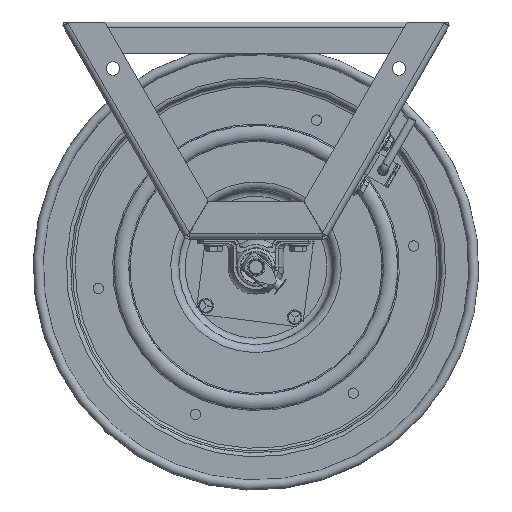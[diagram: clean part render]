
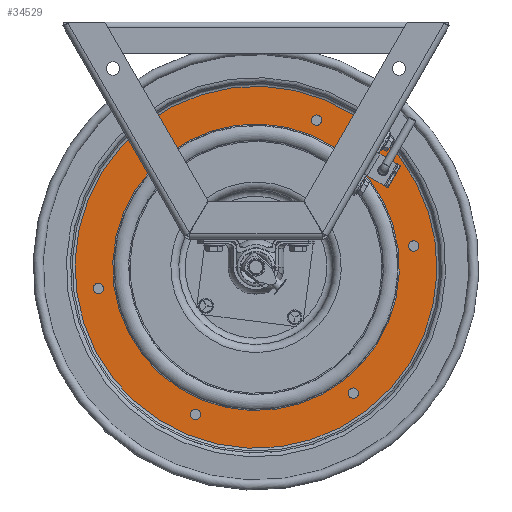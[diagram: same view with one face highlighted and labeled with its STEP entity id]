
A CAD part, front view. The second image highlights one B-rep face of the part: STEP entity #34529.
In plain terms, the highlighted planar face has unit normal (0, -1, 0).
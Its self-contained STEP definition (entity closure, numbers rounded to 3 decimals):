
#2210=FACE_BOUND('',#5817,.T.);
#2211=FACE_BOUND('',#5818,.T.);
#2212=FACE_BOUND('',#5819,.T.);
#2213=FACE_BOUND('',#5820,.T.);
#2214=FACE_BOUND('',#5821,.T.);
#2215=FACE_BOUND('',#5822,.T.);
#2216=FACE_BOUND('',#5823,.T.);
#2777=PLANE('',#36981);
#4048=FACE_OUTER_BOUND('',#5816,.T.);
#5816=EDGE_LOOP('',(#29076,#29077));
#5817=EDGE_LOOP('',(#29078,#29079));
#5818=EDGE_LOOP('',(#29080));
#5819=EDGE_LOOP('',(#29081));
#5820=EDGE_LOOP('',(#29082));
#5821=EDGE_LOOP('',(#29083));
#5822=EDGE_LOOP('',(#29084));
#5823=EDGE_LOOP('',(#29085));
#12374=CIRCLE('',#36978,5.667);
#12376=CIRCLE('',#36980,5.667);
#12377=CIRCLE('',#36982,7.159);
#12378=CIRCLE('',#36983,7.159);
#12379=CIRCLE('',#36984,0.205);
#12380=CIRCLE('',#36985,0.205);
#12381=CIRCLE('',#36986,0.205);
#12382=CIRCLE('',#36987,0.205);
#12383=CIRCLE('',#36988,0.205);
#12384=CIRCLE('',#36989,0.205);
#15981=VERTEX_POINT('',#66529);
#15982=VERTEX_POINT('',#66530);
#15983=VERTEX_POINT('',#66535);
#15984=VERTEX_POINT('',#66536);
#15985=VERTEX_POINT('',#66539);
#15986=VERTEX_POINT('',#66541);
#15987=VERTEX_POINT('',#66543);
#15988=VERTEX_POINT('',#66545);
#15989=VERTEX_POINT('',#66547);
#15990=VERTEX_POINT('',#66549);
#21082=EDGE_CURVE('',#15981,#15982,#12374,.T.);
#21084=EDGE_CURVE('',#15982,#15981,#12376,.T.);
#21085=EDGE_CURVE('',#15983,#15984,#12377,.T.);
#21086=EDGE_CURVE('',#15984,#15983,#12378,.T.);
#21087=EDGE_CURVE('',#15985,#15985,#12379,.T.);
#21088=EDGE_CURVE('',#15986,#15986,#12380,.T.);
#21089=EDGE_CURVE('',#15987,#15987,#12381,.T.);
#21090=EDGE_CURVE('',#15988,#15988,#12382,.T.);
#21091=EDGE_CURVE('',#15989,#15989,#12383,.T.);
#21092=EDGE_CURVE('',#15990,#15990,#12384,.T.);
#29076=ORIENTED_EDGE('',*,*,#21085,.T.);
#29077=ORIENTED_EDGE('',*,*,#21086,.T.);
#29078=ORIENTED_EDGE('',*,*,#21082,.F.);
#29079=ORIENTED_EDGE('',*,*,#21084,.F.);
#29080=ORIENTED_EDGE('',*,*,#21087,.T.);
#29081=ORIENTED_EDGE('',*,*,#21088,.T.);
#29082=ORIENTED_EDGE('',*,*,#21089,.T.);
#29083=ORIENTED_EDGE('',*,*,#21090,.T.);
#29084=ORIENTED_EDGE('',*,*,#21091,.T.);
#29085=ORIENTED_EDGE('',*,*,#21092,.T.);
#34529=ADVANCED_FACE('',(#4048,#2210,#2211,#2212,#2213,#2214,#2215,#2216),
#2777,.T.);
#36978=AXIS2_PLACEMENT_3D('',#66531,#43447,#43448);
#36980=AXIS2_PLACEMENT_3D('',#66533,#43451,#43452);
#36981=AXIS2_PLACEMENT_3D('',#66534,#43453,#43454);
#36982=AXIS2_PLACEMENT_3D('',#66537,#43455,#43456);
#36983=AXIS2_PLACEMENT_3D('',#66538,#43457,#43458);
#36984=AXIS2_PLACEMENT_3D('',#66540,#43459,#43460);
#36985=AXIS2_PLACEMENT_3D('',#66542,#43461,#43462);
#36986=AXIS2_PLACEMENT_3D('',#66544,#43463,#43464);
#36987=AXIS2_PLACEMENT_3D('',#66546,#43465,#43466);
#36988=AXIS2_PLACEMENT_3D('',#66548,#43467,#43468);
#36989=AXIS2_PLACEMENT_3D('',#66550,#43469,#43470);
#43447=DIRECTION('center_axis',(0.,-1.,0.));
#43448=DIRECTION('ref_axis',(0.792,0.,0.611));
#43451=DIRECTION('center_axis',(0.,-1.,0.));
#43452=DIRECTION('ref_axis',(0.792,0.,0.611));
#43453=DIRECTION('center_axis',(0.,-1.,0.));
#43454=DIRECTION('ref_axis',(0.611,0.,-0.792));
#43455=DIRECTION('center_axis',(0.,-1.,0.));
#43456=DIRECTION('ref_axis',(0.792,0.,0.611));
#43457=DIRECTION('center_axis',(0.,-1.,0.));
#43458=DIRECTION('ref_axis',(0.792,0.,0.611));
#43459=DIRECTION('center_axis',(0.,1.,0.));
#43460=DIRECTION('ref_axis',(-0.792,0.,-0.611));
#43461=DIRECTION('center_axis',(0.,1.,0.));
#43462=DIRECTION('ref_axis',(-0.925,0.,0.38));
#43463=DIRECTION('center_axis',(0.,1.,0.));
#43464=DIRECTION('ref_axis',(-0.133,0.,0.991));
#43465=DIRECTION('center_axis',(0.,1.,0.));
#43466=DIRECTION('ref_axis',(0.792,0.,0.611));
#43467=DIRECTION('center_axis',(0.,1.,0.));
#43468=DIRECTION('ref_axis',(0.925,0.,-0.38));
#43469=DIRECTION('center_axis',(0.,1.,0.));
#43470=DIRECTION('ref_axis',(0.133,0.,-0.991));
#66529=CARTESIAN_POINT('',(4.486,-4.153,3.453));
#66530=CARTESIAN_POINT('',(-3.463,-4.153,4.476));
#66531=CARTESIAN_POINT('Origin',(0.,-4.153,
-0.01));
#66533=CARTESIAN_POINT('Origin',(0.,-4.153,
-0.01));
#66534=CARTESIAN_POINT('Origin',(5.076,-4.153,3.909));
#66535=CARTESIAN_POINT('',(5.667,-4.153,4.365));
#66536=CARTESIAN_POINT('',(-4.375,-4.153,5.657));
#66537=CARTESIAN_POINT('Origin',(0.,-4.153,
-0.01));
#66538=CARTESIAN_POINT('Origin',(0.,-4.153,
-0.01));
#66539=CARTESIAN_POINT('',(-3.682,-4.153,5.094));
#66540=CARTESIAN_POINT('Origin',(-3.844,-4.153,4.969));
#66541=CARTESIAN_POINT('',(2.579,-4.153,5.73));
#66542=CARTESIAN_POINT('Origin',(2.39,-4.153,5.808));
#66543=CARTESIAN_POINT('',(6.261,-4.153,0.626));
#66544=CARTESIAN_POINT('Origin',(6.234,-4.153,0.83));
#66545=CARTESIAN_POINT('',(3.682,-4.153,-5.114));
#66546=CARTESIAN_POINT('Origin',(3.844,-4.153,-4.989));
#66547=CARTESIAN_POINT('',(-2.579,-4.153,-5.75));
#66548=CARTESIAN_POINT('Origin',(-2.39,-4.153,-5.828));
#66549=CARTESIAN_POINT('',(-6.261,-4.153,-0.646));
#66550=CARTESIAN_POINT('Origin',(-6.234,-4.153,-0.85));
